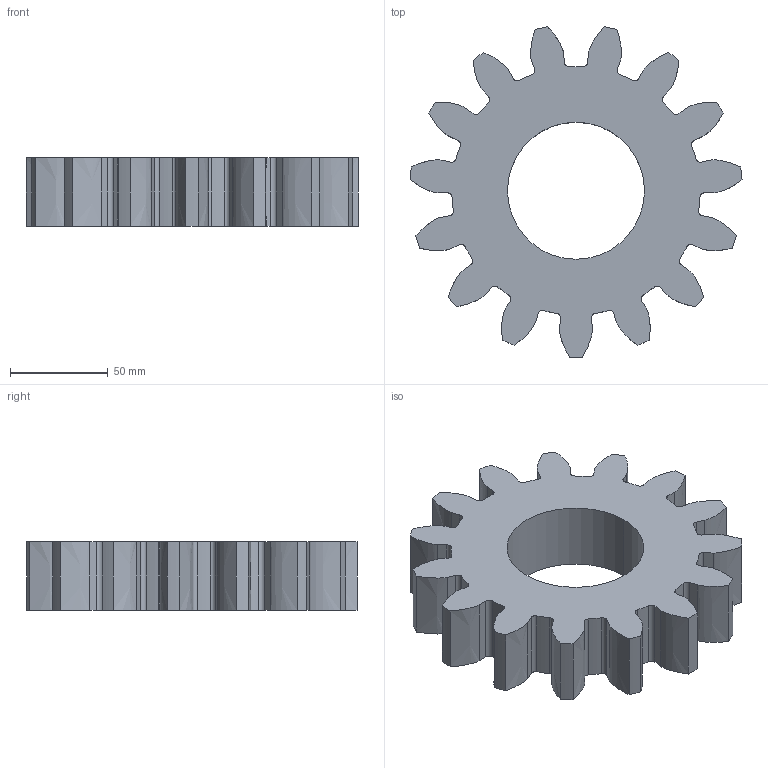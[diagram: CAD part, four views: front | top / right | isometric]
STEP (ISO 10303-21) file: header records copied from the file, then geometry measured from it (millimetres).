
FILE_DESCRIPTION(('produced by SPATIAL CORP'),'2;1');
FILE_NAME( 'ms_sec_gear.prt.hh.sat.stp','2002-04-19T14:13:09+00:00',('SPATIAL CORP'),('SPATIAL CORP'), 'ACIS STEP Husk','http://www.spatial.com','SPATIAL CORP');
FILE_SCHEMA(('CONFIG_CONTROL_DESIGN'));
Length unit declared in the file: millimetre
Products named in the file (1): PRODUCT_ID_1
Bounding box: 169.63 x 168.76 x 35 mm (x, y, z)
Volume: 468964.9 mm3; surface area: 67132.4 mm2
Topology: 1 solids, 1 shells, 124 faces, 366 edges, 244 vertices
Faces by surface type: cylinder 62, plane 32, bspline 30
Entity records: 5643 total; most frequent: CARTESIAN_POINT 2384, ORIENTED_EDGE 732, DIRECTION 618, EDGE_CURVE 366, VERTEX_POINT 244, AXIS2_PLACEMENT_3D 218, VECTOR 182, LINE 182
